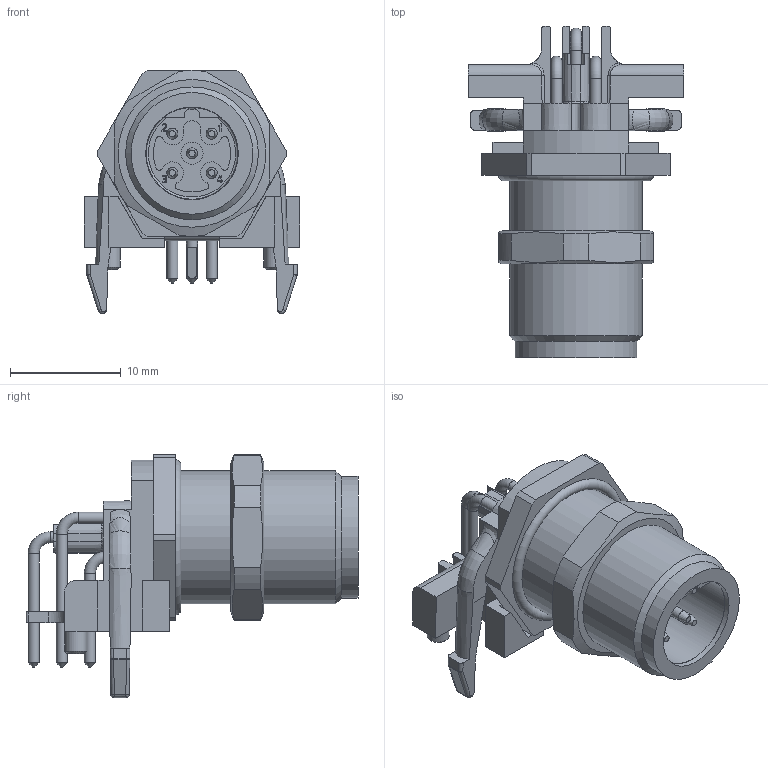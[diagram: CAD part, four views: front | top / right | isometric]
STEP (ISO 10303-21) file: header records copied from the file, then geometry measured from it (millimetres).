
FILE_DESCRIPTION(/* description */ (''),/* implementation_level */ '2;1');
FILE_NAME(/* name */ 'PB-WFSFW5-P_12.stp',/* time_stamp */ '2016-02-12T08:42:52+01:00',/* author */ (''),/* organization */ (''),/* preprocessor_version */ 'ST-DEVELOPER v16',/* originating_system */ 'SIEMENS PLM Software NX 10.0',/* authorisation */ '');
FILE_SCHEMA (('AUTOMOTIVE_DESIGN { 1 0 10303 214 3 1 1 1 }'));
Length unit declared in the file: millimetre
Products named in the file (1): EC-WFSF5-P_12
Bounding box: 19.5 x 30 x 21.99 mm (x, y, z)
Volume: 2851.6 mm3; surface area: 2857.8 mm2
Topology: 1 solids, 1 shells, 429 faces, 1137 edges, 728 vertices
Faces by surface type: plane 187, cylinder 111, extrusion 45, cone 30, torus 23, bspline 23, sphere 8, revolution 2
Full cylindrical faces by diameter (mm): 1 x16, 2 x3, 2.1 x4, 11 x1, 12 x2
Entity records: 14096 total; most frequent: CARTESIAN_POINT 4007, ORIENTED_EDGE 2116, DIRECTION 1963, EDGE_CURVE 1058, VERTEX_POINT 703, AXIS2_PLACEMENT_3D 684, VECTOR 593, LINE 548
